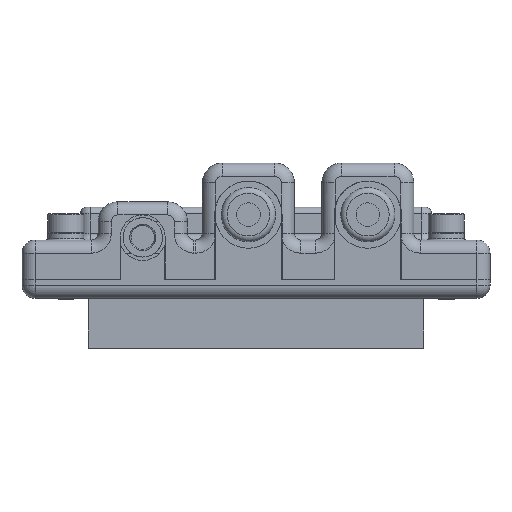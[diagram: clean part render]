
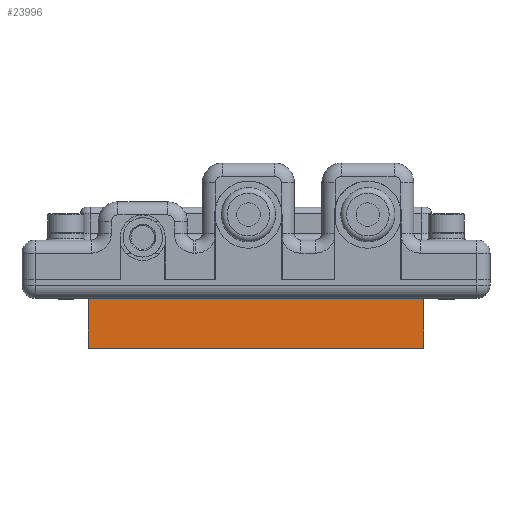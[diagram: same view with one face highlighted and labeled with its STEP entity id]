
A CAD part, front view. The second image highlights one B-rep face of the part: STEP entity #23996.
In plain terms, the highlighted planar face has unit normal (0, -1, 0).
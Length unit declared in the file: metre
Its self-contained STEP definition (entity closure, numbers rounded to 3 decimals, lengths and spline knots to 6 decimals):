
#5003=ORIENTED_EDGE('',*,*,#9719,.F.);
#5004=ORIENTED_EDGE('',*,*,#9720,.T.);
#5005=ORIENTED_EDGE('',*,*,#9721,.T.);
#5006=ORIENTED_EDGE('',*,*,#9722,.F.);
#9719=EDGE_CURVE('',#12187,#12188,#14821,.T.);
#9720=EDGE_CURVE('',#12187,#12189,#14822,.T.);
#9721=EDGE_CURVE('',#12189,#12190,#14823,.T.);
#9722=EDGE_CURVE('',#12188,#12190,#14824,.T.);
#12187=VERTEX_POINT('',#45580);
#12188=VERTEX_POINT('',#45581);
#12189=VERTEX_POINT('',#45583);
#12190=VERTEX_POINT('',#45585);
#14821=LINE('',#45579,#17767);
#14822=LINE('',#45582,#17768);
#14823=LINE('',#45584,#17769);
#14824=LINE('',#45586,#17770);
#17767=VECTOR('',#30693,1.);
#17768=VECTOR('',#30694,1.);
#17769=VECTOR('',#30695,1.);
#17770=VECTOR('',#30696,1.);
#19696=EDGE_LOOP('',(#5003,#5004,#5005,#5006));
#21310=FACE_BOUND('',#19696,.T.);
#22653=PLANE('',#25868);
#23996=ADVANCED_FACE('',(#21310),#22653,.T.);
#25868=AXIS2_PLACEMENT_3D('',#45578,#30691,#30692);
#30691=DIRECTION('',(0.,-1.,0.));
#30692=DIRECTION('',(1.,0.,0.));
#30693=DIRECTION('',(0.,0.,1.));
#30694=DIRECTION('',(1.,0.,0.));
#30695=DIRECTION('',(0.,0.,1.));
#30696=DIRECTION('',(1.,0.,0.));
#45578=CARTESIAN_POINT('',(0.,0.0089,-0.013));
#45579=CARTESIAN_POINT('',(-0.0256,0.0089,-0.013));
#45580=CARTESIAN_POINT('',(-0.0256,0.0089,-0.0129));
#45581=CARTESIAN_POINT('',(-0.0256,0.0089,-0.005));
#45582=CARTESIAN_POINT('',(0.,0.0089,-0.0129));
#45583=CARTESIAN_POINT('',(0.0256,0.0089,-0.0129));
#45584=CARTESIAN_POINT('',(0.0256,0.0089,-0.013));
#45585=CARTESIAN_POINT('',(0.0256,0.0089,-0.005));
#45586=CARTESIAN_POINT('',(0.,0.0089,-0.005));
